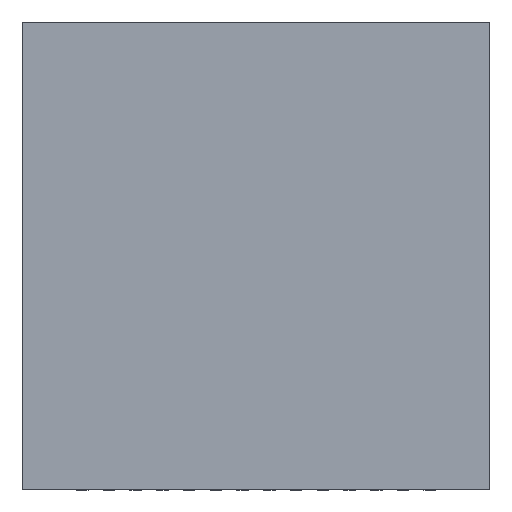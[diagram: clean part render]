
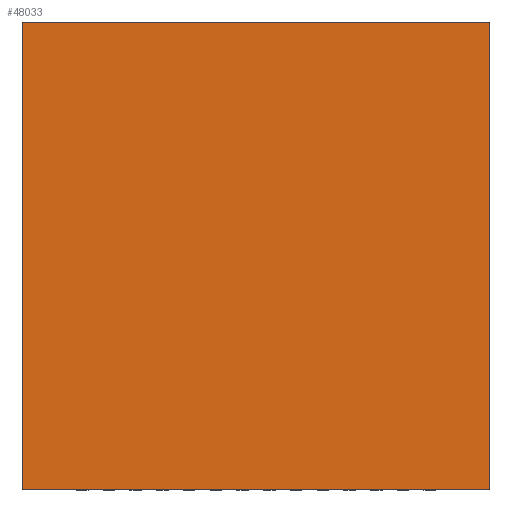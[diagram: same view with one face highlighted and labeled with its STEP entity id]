
A CAD part, top view. The second image highlights one B-rep face of the part: STEP entity #48033.
In plain terms, the highlighted face is planar.
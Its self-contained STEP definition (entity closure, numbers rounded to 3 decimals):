
#36160=DIRECTION('',(0.,0.,1.));
#36161=VECTOR('',#36160,7.);
#36162=CARTESIAN_POINT('',(-3.5,0.975,-3.5));
#36163=LINE('',#36162,#36161);
#36167=DIRECTION('',(-1.,0.,0.));
#36168=VECTOR('',#36167,7.);
#36169=CARTESIAN_POINT('',(3.5,0.975,-3.5));
#36170=LINE('',#36169,#36168);
#36174=DIRECTION('',(0.,0.,-1.));
#36175=VECTOR('',#36174,7.);
#36176=CARTESIAN_POINT('',(3.5,0.975,3.5));
#36177=LINE('',#36176,#36175);
#36181=DIRECTION('',(1.,0.,0.));
#36182=VECTOR('',#36181,7.);
#36183=CARTESIAN_POINT('',(-3.5,0.975,3.5));
#36184=LINE('',#36183,#36182);
#39684=CARTESIAN_POINT('',(-3.5,0.975,-3.5));
#39685=CARTESIAN_POINT('',(-3.5,0.975,3.5));
#39686=VERTEX_POINT('',#39684);
#39687=VERTEX_POINT('',#39685);
#39688=CARTESIAN_POINT('',(3.5,0.975,3.5));
#39689=VERTEX_POINT('',#39688);
#39690=CARTESIAN_POINT('',(3.5,0.975,-3.5));
#39691=VERTEX_POINT('',#39690);
#48022=CARTESIAN_POINT('',(0.,0.975,0.));
#48023=DIRECTION('',(0.,1.,0.));
#48024=DIRECTION('',(1.,0.,0.));
#48025=AXIS2_PLACEMENT_3D('',#48022,#48023,#48024);
#48026=PLANE('',#48025);
#48027=ORIENTED_EDGE('',*,*,#43314,.F.);
#48028=ORIENTED_EDGE('',*,*,#43583,.F.);
#48029=ORIENTED_EDGE('',*,*,#45717,.F.);
#48030=ORIENTED_EDGE('',*,*,#47759,.F.);
#48031=EDGE_LOOP('',(#48027,#48028,#48029,#48030));
#48032=FACE_OUTER_BOUND('',#48031,.F.);
#48033=ADVANCED_FACE('',(#48032),#48026,.T.);
#43314=EDGE_CURVE('',#39686,#39687,#36163,.T.);
#43583=EDGE_CURVE('',#39691,#39686,#36170,.T.);
#45717=EDGE_CURVE('',#39689,#39691,#36177,.T.);
#47759=EDGE_CURVE('',#39687,#39689,#36184,.T.);
